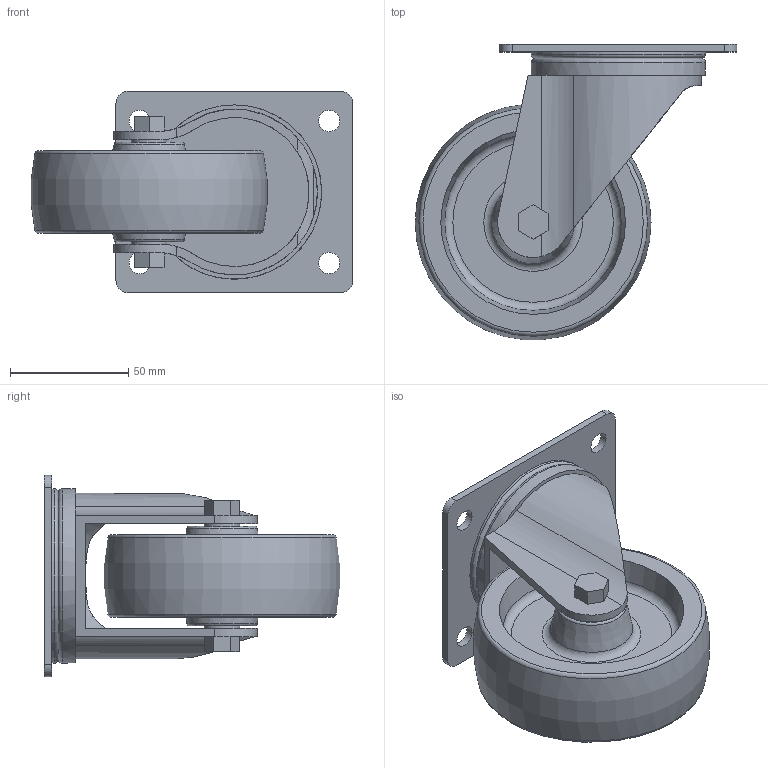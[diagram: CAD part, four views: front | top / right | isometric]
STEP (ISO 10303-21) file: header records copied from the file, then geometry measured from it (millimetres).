
FILE_DESCRIPTION(/* description */ ('STEP AP214'),/* implementation_level */ '2;1');
FILE_NAME(/* name */ 'K1764.100350',/* time_stamp */ '2025-06-24T14:25:29+02:00',/* author */ ('License CC BY-ND 4.0'),/* organization */ ('CADENAS'),/* preprocessor_version */ 'ST-DEVELOPER v19.3',/* originating_system */ 'PARTsolutions',/* authorisation */ ' ');
FILE_SCHEMA (('AUTOMOTIVE_DESIGN {1 0 10303 214 3 1 1}'));
Length unit declared in the file: millimetre
Products named in the file (1): K1764.100350
Bounding box: 135.8 x 124.63 x 85 mm (x, y, z)
Volume: 296269.2 mm3; surface area: 68913.8 mm2
Topology: 1 solids, 1 shells, 75 faces, 191 edges, 123 vertices
Faces by surface type: plane 39, cylinder 21, torus 11, cone 4
Full cylindrical faces by diameter (mm): 9 x4, 15.02 x2, 73.6 x2
Entity records: 2209 total; most frequent: CARTESIAN_POINT 412, DIRECTION 377, ORIENTED_EDGE 330, EDGE_CURVE 165, AXIS2_PLACEMENT_3D 147, VERTEX_POINT 120, EDGE_LOOP 113, FACE_BOUND 113
